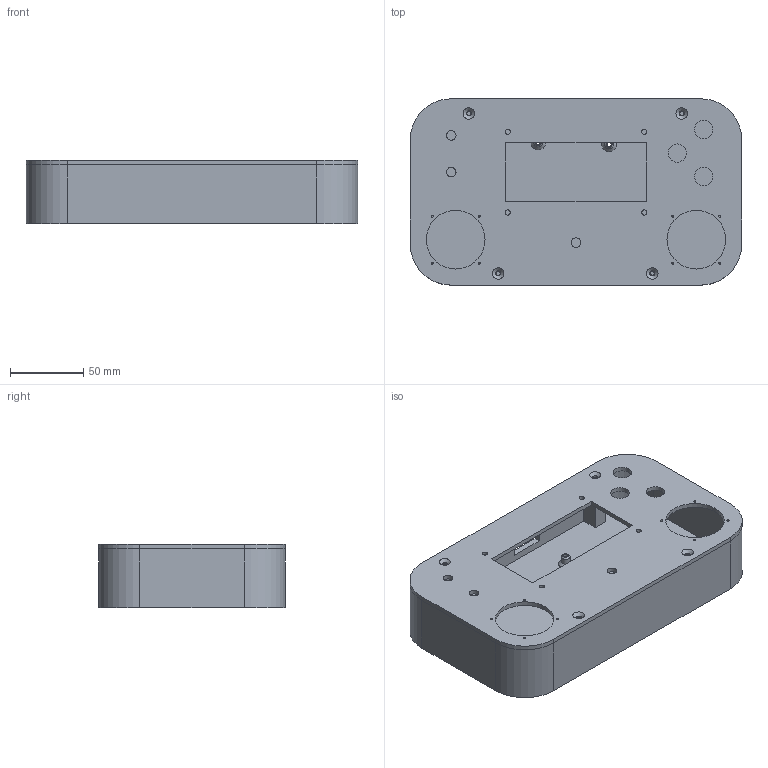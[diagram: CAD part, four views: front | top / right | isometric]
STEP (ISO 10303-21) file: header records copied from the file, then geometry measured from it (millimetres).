
FILE_DESCRIPTION(/* description */ (''),/* implementation_level */ '2;1');
FILE_NAME(/* name */ '61dfa582-0ad0-46a8-bbb8-73166d481dc5.stp',/* time_stamp */ '2018-05-27T13:53:02+00:00',/* author */ (''),/* organization */ (''),/* preprocessor_version */ 'ST-DEVELOPER v17',/* originating_system */ 'Autodesk Translation Framework v7.1.0.215',/* authorisation */ '');
FILE_SCHEMA (('AUTOMOTIVE_DESIGN { 1 0 10303 214 3 1 1 }'));
Length unit declared in the file: millimetre
Products named in the file (1): Remote
Bounding box: 226 x 127 x 43 mm (x, y, z)
Volume: 283122.5 mm3; surface area: 155455.9 mm2
Topology: 2 solids, 2 shells, 109 faces, 276 edges, 180 vertices
Faces by surface type: plane 49, cylinder 48, cone 12
Full cylindrical faces by diameter (mm): 1.5 x8, 2.8 x8, 3.5 x4, 3.8 x4, 6 x4, 6.5 x3, 12.5 x3, 40 x2
Entity records: 3461 total; most frequent: DIRECTION 604, CARTESIAN_POINT 566, ORIENTED_EDGE 552, EDGE_CURVE 276, AXIS2_PLACEMENT_3D 218, VERTEX_POINT 180, EDGE_LOOP 178, LINE 168
